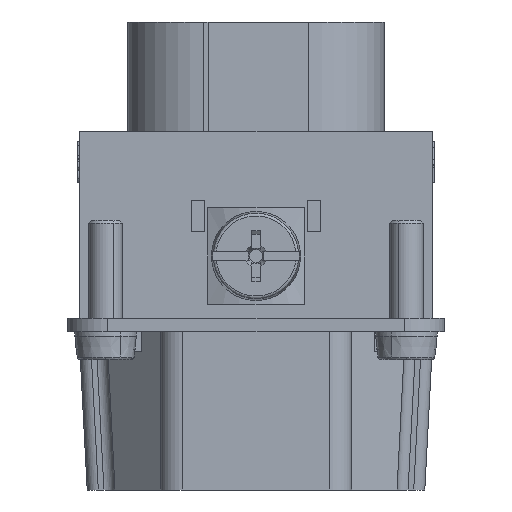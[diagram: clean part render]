
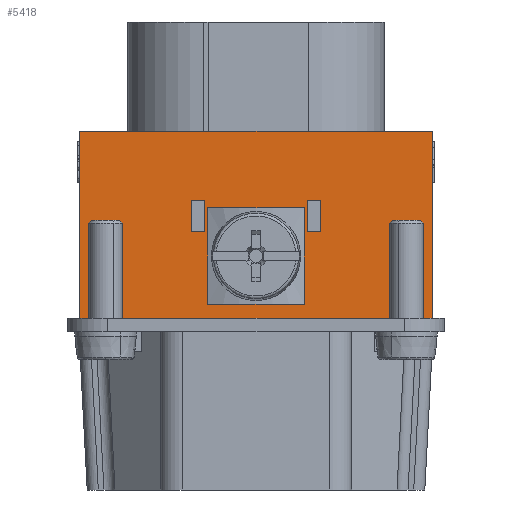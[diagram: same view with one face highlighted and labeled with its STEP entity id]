
A CAD part, front view. The second image highlights one B-rep face of the part: STEP entity #5418.
In plain terms, the highlighted planar face has unit normal (0, -1, 0).
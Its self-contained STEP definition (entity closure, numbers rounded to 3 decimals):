
#5418=ADVANCED_FACE('',(#12295,#12296,#12297,#12298),#7096,.T.);
#7096=PLANE('',#30766);
#8128=LINE('',#38832,#10005);
#8140=LINE('',#39214,#10017);
#8345=LINE('',#44635,#10222);
#8346=LINE('',#44636,#10223);
#8347=LINE('',#44637,#10224);
#8348=LINE('',#44640,#10225);
#8349=LINE('',#44642,#10226);
#8350=LINE('',#44644,#10227);
#8351=LINE('',#44645,#10228);
#8352=LINE('',#44648,#10229);
#8353=LINE('',#44650,#10230);
#8354=LINE('',#44652,#10231);
#10005=VECTOR('',#32625,1.);
#10017=VECTOR('',#32653,1.);
#10222=VECTOR('',#33248,1.);
#10223=VECTOR('',#33249,1.);
#10224=VECTOR('',#33250,1.);
#10225=VECTOR('',#33251,1.);
#10226=VECTOR('',#33252,1.);
#10227=VECTOR('',#33253,1.);
#10228=VECTOR('',#33254,1.);
#10229=VECTOR('',#33255,1.);
#10230=VECTOR('',#33256,1.);
#10231=VECTOR('',#33257,1.);
#12295=FACE_BOUND('',#12839,.T.);
#12296=FACE_BOUND('',#12840,.T.);
#12297=FACE_BOUND('',#12841,.T.);
#12298=FACE_BOUND('',#12842,.T.);
#12839=EDGE_LOOP('',(#15733));
#12840=EDGE_LOOP('',(#15734,#15735,#15736,#15737));
#12841=EDGE_LOOP('',(#15738,#15739,#15740,#15741));
#12842=EDGE_LOOP('',(#15742,#15743,#15744,#15745));
#15733=ORIENTED_EDGE('',*,*,#26849,.F.);
#15734=ORIENTED_EDGE('',*,*,#25862,.T.);
#15735=ORIENTED_EDGE('',*,*,#26850,.F.);
#15736=ORIENTED_EDGE('',*,*,#25923,.F.);
#15737=ORIENTED_EDGE('',*,*,#26851,.T.);
#15738=ORIENTED_EDGE('',*,*,#26852,.T.);
#15739=ORIENTED_EDGE('',*,*,#26853,.T.);
#15740=ORIENTED_EDGE('',*,*,#26854,.F.);
#15741=ORIENTED_EDGE('',*,*,#26855,.T.);
#15742=ORIENTED_EDGE('',*,*,#26856,.T.);
#15743=ORIENTED_EDGE('',*,*,#26857,.T.);
#15744=ORIENTED_EDGE('',*,*,#26858,.F.);
#15745=ORIENTED_EDGE('',*,*,#26859,.T.);
#23052=VERTEX_POINT('',#38831);
#23053=VERTEX_POINT('',#38833);
#23113=VERTEX_POINT('',#39215);
#23114=VERTEX_POINT('',#39216);
#24005=VERTEX_POINT('',#44634);
#24006=VERTEX_POINT('',#44638);
#24007=VERTEX_POINT('',#44639);
#24008=VERTEX_POINT('',#44641);
#24009=VERTEX_POINT('',#44643);
#24010=VERTEX_POINT('',#44646);
#24011=VERTEX_POINT('',#44647);
#24012=VERTEX_POINT('',#44649);
#24013=VERTEX_POINT('',#44651);
#25862=EDGE_CURVE('',#23053,#23052,#8128,.T.);
#25923=EDGE_CURVE('',#23113,#23114,#8140,.T.);
#26849=EDGE_CURVE('',#24005,#24005,#30127,.T.);
#26850=EDGE_CURVE('',#23114,#23052,#8345,.T.);
#26851=EDGE_CURVE('',#23113,#23053,#8346,.T.);
#26852=EDGE_CURVE('',#24006,#24007,#8347,.T.);
#26853=EDGE_CURVE('',#24007,#24008,#8348,.T.);
#26854=EDGE_CURVE('',#24009,#24008,#8349,.T.);
#26855=EDGE_CURVE('',#24009,#24006,#8350,.T.);
#26856=EDGE_CURVE('',#24010,#24011,#8351,.T.);
#26857=EDGE_CURVE('',#24011,#24012,#8352,.T.);
#26858=EDGE_CURVE('',#24013,#24012,#8353,.T.);
#26859=EDGE_CURVE('',#24013,#24010,#8354,.T.);
#30127=CIRCLE('',#30765,2.);
#30765=AXIS2_PLACEMENT_3D('',#44633,#33246,#33247);
#30766=AXIS2_PLACEMENT_3D('',#44653,#33258,#33259);
#32625=DIRECTION('',(0.,0.,-1.));
#32653=DIRECTION('',(0.,0.,-1.));
#33246=DIRECTION('',(0.,-1.,0.));
#33247=DIRECTION('',(0.,0.,-1.));
#33248=DIRECTION('',(-1.,0.,0.));
#33249=DIRECTION('',(-1.,0.,0.));
#33250=DIRECTION('',(0.,0.,-1.));
#33251=DIRECTION('',(-1.,0.,0.));
#33252=DIRECTION('',(0.,0.,-1.));
#33253=DIRECTION('',(1.,0.,0.));
#33254=DIRECTION('',(0.,0.,1.));
#33255=DIRECTION('',(1.,0.,0.));
#33256=DIRECTION('',(0.,0.,1.));
#33257=DIRECTION('',(-1.,0.,0.));
#33258=DIRECTION('',(0.,-1.,0.));
#33259=DIRECTION('',(0.,0.,-1.));
#38831=CARTESIAN_POINT('',(0.,-1.45,3.));
#38832=CARTESIAN_POINT('',(0.,-1.45,0.));
#38833=CARTESIAN_POINT('',(0.,-1.45,19.8));
#39214=CARTESIAN_POINT('',(31.6,-1.45,0.));
#39215=CARTESIAN_POINT('',(31.6,-1.45,19.8));
#39216=CARTESIAN_POINT('',(31.6,-1.45,3.));
#44633=CARTESIAN_POINT('',(15.8,-1.45,8.6));
#44634=CARTESIAN_POINT('',(15.8,-1.45,6.6));
#44635=CARTESIAN_POINT('',(32.7,-1.45,3.));
#44636=CARTESIAN_POINT('',(9.75,-1.45,19.8));
#44637=CARTESIAN_POINT('',(11.2,-1.45,13.6));
#44638=CARTESIAN_POINT('',(11.2,-1.45,13.6));
#44639=CARTESIAN_POINT('',(11.2,-1.45,10.8));
#44640=CARTESIAN_POINT('',(15.8,-1.45,10.8));
#44641=CARTESIAN_POINT('',(10.,-1.45,10.8));
#44642=CARTESIAN_POINT('',(10.,-1.45,0.));
#44643=CARTESIAN_POINT('',(10.,-1.45,13.6));
#44644=CARTESIAN_POINT('',(15.8,-1.45,13.6));
#44645=CARTESIAN_POINT('',(20.4,-1.45,0.));
#44646=CARTESIAN_POINT('',(20.4,-1.45,10.8));
#44647=CARTESIAN_POINT('',(20.4,-1.45,13.6));
#44648=CARTESIAN_POINT('',(15.8,-1.45,13.6));
#44649=CARTESIAN_POINT('',(21.6,-1.45,13.6));
#44650=CARTESIAN_POINT('',(21.6,-1.45,0.));
#44651=CARTESIAN_POINT('',(21.6,-1.45,10.8));
#44652=CARTESIAN_POINT('',(15.8,-1.45,10.8));
#44653=CARTESIAN_POINT('',(15.8,-1.45,0.));
